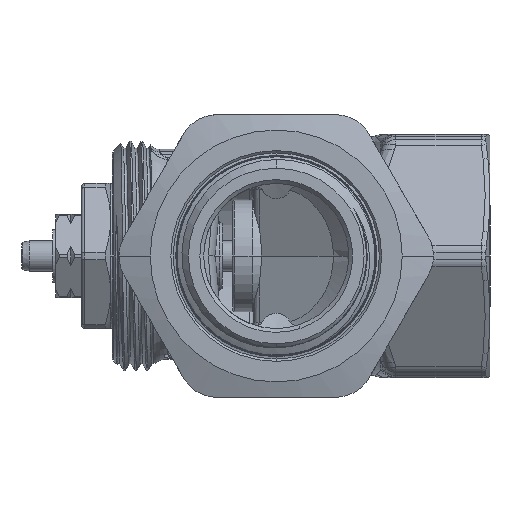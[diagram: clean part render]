
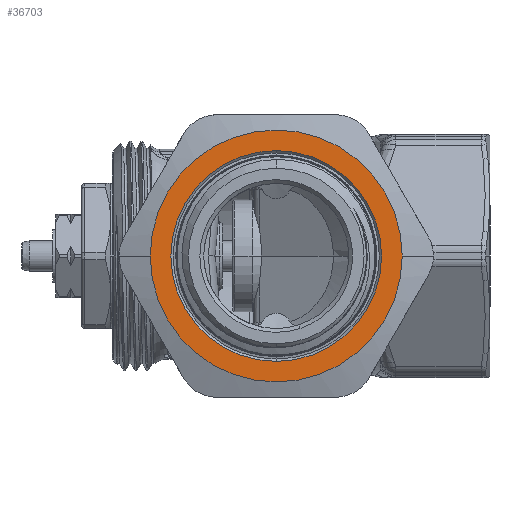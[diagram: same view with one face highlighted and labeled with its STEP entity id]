
A CAD part, left-side view. The second image highlights one B-rep face of the part: STEP entity #36703.
In plain terms, the highlighted planar face has unit normal (-1, 0, 0).
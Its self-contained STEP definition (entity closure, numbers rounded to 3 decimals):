
#7916=CARTESIAN_POINT('',(-41.4,0.,0.));
#7917=DIRECTION('',(-1.,0.,0.));
#7918=DIRECTION('',(0.,0.,1.));
#7919=AXIS2_PLACEMENT_3D('',#7916,#7917,#7918);
#7926=CARTESIAN_POINT('',(-41.4,0.,0.));
#7927=DIRECTION('',(-1.,0.,0.));
#7928=DIRECTION('',(0.,1.,0.));
#7929=AXIS2_PLACEMENT_3D('',#7926,#7927,#7928);
#7931=CARTESIAN_POINT('',(-41.4,0.,0.));
#7932=DIRECTION('',(-1.,0.,0.));
#7933=DIRECTION('',(0.,-1.,0.));
#7934=AXIS2_PLACEMENT_3D('',#7931,#7932,#7933);
#8462=CARTESIAN_POINT('',(-41.4,0.,0.));
#8463=DIRECTION('',(-1.,0.,0.));
#8464=DIRECTION('',(0.,0.,-1.));
#8465=AXIS2_PLACEMENT_3D('',#8462,#8463,#8464);
#28434=CARTESIAN_POINT('',(-41.4,16.5,0.));
#28435=CARTESIAN_POINT('',(-41.4,-16.5,0.));
#28436=VERTEX_POINT('',#28434);
#28437=VERTEX_POINT('',#28435);
#28458=CARTESIAN_POINT('',(-41.4,0.,13.8));
#28459=CARTESIAN_POINT('',(-41.4,0.,-13.8));
#28460=VERTEX_POINT('',#28458);
#28461=VERTEX_POINT('',#28459);
#36687=CARTESIAN_POINT('',(-41.4,0.,0.));
#36688=DIRECTION('',(1.,0.,0.));
#36689=DIRECTION('',(0.,-1.,0.));
#36690=AXIS2_PLACEMENT_3D('',#36687,#36688,#36689);
#36691=PLANE('',#36690);
#36693=ORIENTED_EDGE('',*,*,#36692,.F.);
#36695=ORIENTED_EDGE('',*,*,#36694,.F.);
#36696=EDGE_LOOP('',(#36693,#36695));
#36697=FACE_OUTER_BOUND('',#36696,.F.);
#36699=ORIENTED_EDGE('',*,*,#36698,.T.);
#36700=ORIENTED_EDGE('',*,*,#36677,.T.);
#36701=EDGE_LOOP('',(#36699,#36700));
#36702=FACE_BOUND('',#36701,.F.);
#36703=ADVANCED_FACE('',(#36697,#36702),#36691,.F.);
#7920=CIRCLE('',#7919,13.8);
#7930=CIRCLE('',#7929,16.5);
#7935=CIRCLE('',#7934,16.5);
#8466=CIRCLE('',#8465,13.8);
#36677=EDGE_CURVE('',#28460,#28461,#7920,.T.);
#36692=EDGE_CURVE('',#28436,#28437,#7930,.T.);
#36694=EDGE_CURVE('',#28437,#28436,#7935,.T.);
#36698=EDGE_CURVE('',#28461,#28460,#8466,.T.);
